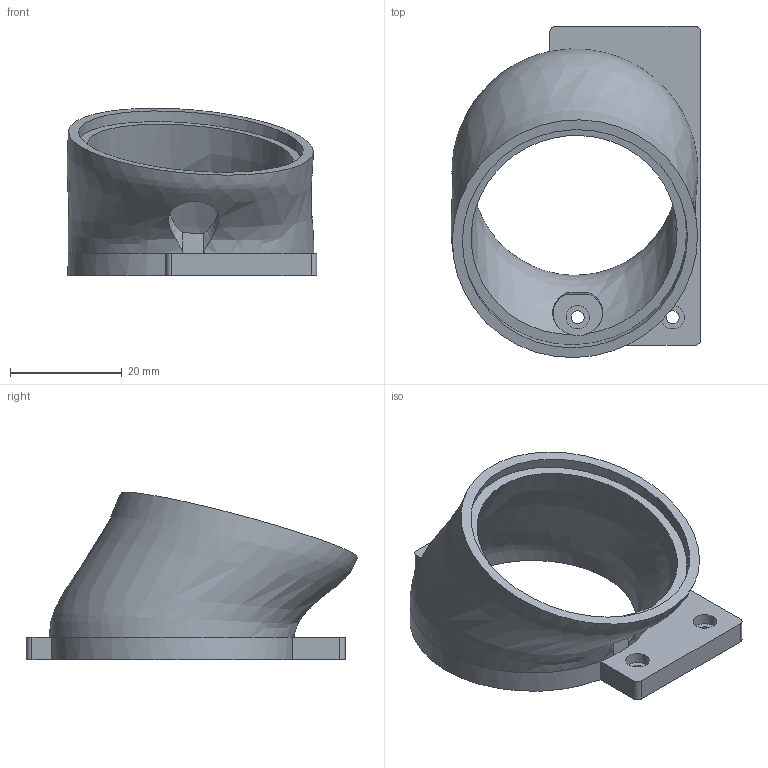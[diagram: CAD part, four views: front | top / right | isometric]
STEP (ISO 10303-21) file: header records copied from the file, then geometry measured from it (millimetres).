
FILE_DESCRIPTION(/* description */ ('STEP AP242','CAx-IF Rec.Pracs.---Representation and Presentation of Product Manufacturing Information (PMI)---4.0---2014-10-13','CAx-IF Rec.Pracs.---3D Tessellated Geometry---0.4---2014-09-14','2;1'),/* implementation_level */ '2;1');
FILE_NAME(/* name */ '63e3ed793053f222bdd4dc09',/* time_stamp */ '2023-02-08T18:44:10+00:00',/* author */ (''),/* organization */ (''),/* preprocessor_version */ 'ST-DEVELOPER v18.102',/* originating_system */ ' ',/* authorisation */ ' ');
FILE_SCHEMA (('AP242_MANAGED_MODEL_BASED_3D_ENGINEERING_MIM_LF { 1 0 10303 442 1 1 4 }'));
Length unit declared in the file: metre
Products named in the file (1): adapter
Bounding box: 44.63 x 59.25 x 29.99 mm (x, y, z)
Volume: 13254.9 mm3; surface area: 8942 mm2
Topology: 1 solids, 1 shells, 25 faces, 62 edges, 40 vertices
Faces by surface type: plane 11, cylinder 10, bspline 4
Full cylindrical faces by diameter (mm): 2.3 x2, 4.2 x2, 40.4 x1
Entity records: 1467 total; most frequent: CARTESIAN_POINT 893, ORIENTED_EDGE 106, DIRECTION 104, EDGE_CURVE 53, EDGE_LOOP 41, FACE_BOUND 41, AXIS2_PLACEMENT_3D 41, VERTEX_POINT 38
